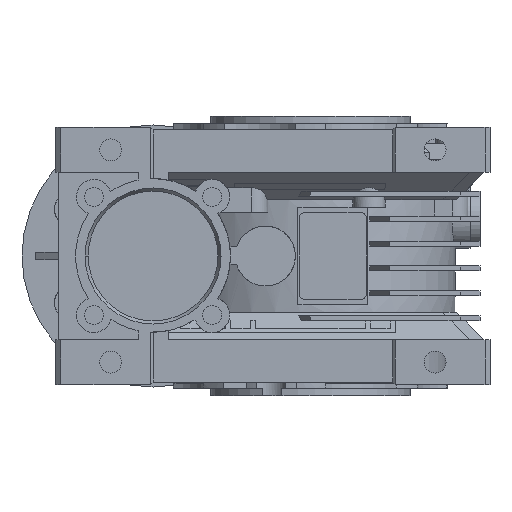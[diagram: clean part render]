
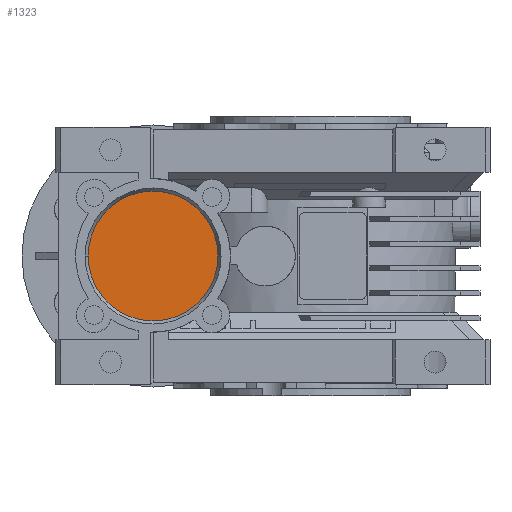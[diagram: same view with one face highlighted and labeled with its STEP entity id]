
A CAD part, left-side view. The second image highlights one B-rep face of the part: STEP entity #1323.
In plain terms, the highlighted planar face has unit normal (-1, 0, 0).
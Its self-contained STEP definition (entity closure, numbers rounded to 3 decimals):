
#372 = CARTESIAN_POINT ( 'NONE',  ( -69.75, 89., 0. ) ) ;
#1047 = DIRECTION ( 'NONE',  ( 0., 0., 1. ) ) ;
#1323 = ADVANCED_FACE ( 'NONE', ( #4303 ), #4773, .T. ) ;
#1844 = AXIS2_PLACEMENT_3D ( 'NONE', #31797, #24308, #28263 ) ;
#2542 = CIRCLE ( 'NONE', #28591, 26. ) ;
#4303 = FACE_OUTER_BOUND ( 'NONE', #13071, .T. ) ;
#4773 = PLANE ( 'NONE',  #39564 ) ;
#6936 = DIRECTION ( 'NONE',  ( 0., 1., 0. ) ) ;
#13071 = EDGE_LOOP ( 'NONE', ( #28837, #39880 ) ) ;
#15979 = DIRECTION ( 'NONE',  ( -1., 0., 0. ) ) ;
#17925 = DIRECTION ( 'NONE',  ( -1., 0., 0. ) ) ;
#17972 = VERTEX_POINT ( 'NONE', #45929 ) ;
#24277 = CARTESIAN_POINT ( 'NONE',  ( -69.75, 63., 0. ) ) ;
#24308 = DIRECTION ( 'NONE',  ( -1., 0., 0. ) ) ;
#28263 = DIRECTION ( 'NONE',  ( 0., 1., 0. ) ) ;
#28591 = AXIS2_PLACEMENT_3D ( 'NONE', #24277, #17925, #6936 ) ;
#28837 = ORIENTED_EDGE ( 'NONE', *, *, #41285, .T. ) ;
#31797 = CARTESIAN_POINT ( 'NONE',  ( -69.75, 63., 0. ) ) ;
#32125 = VERTEX_POINT ( 'NONE', #372 ) ;
#39564 = AXIS2_PLACEMENT_3D ( 'NONE', #43747, #15979, #1047 ) ;
#39880 = ORIENTED_EDGE ( 'NONE', *, *, #42993, .T. ) ;
#41285 = EDGE_CURVE ( 'NONE', #32125, #17972, #2542, .T. ) ;
#42993 = EDGE_CURVE ( 'NONE', #17972, #32125, #43555, .T. ) ;
#43555 = CIRCLE ( 'NONE', #1844, 26. ) ;
#43747 = CARTESIAN_POINT ( 'NONE',  ( -69.75, 37., 0. ) ) ;
#45929 = CARTESIAN_POINT ( 'NONE',  ( -69.75, 37., 0. ) ) ;
